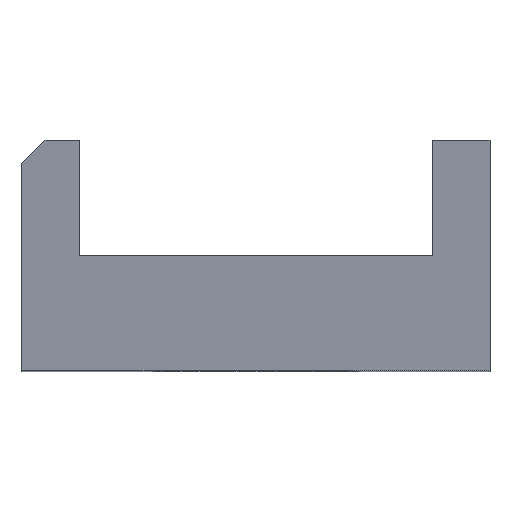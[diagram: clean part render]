
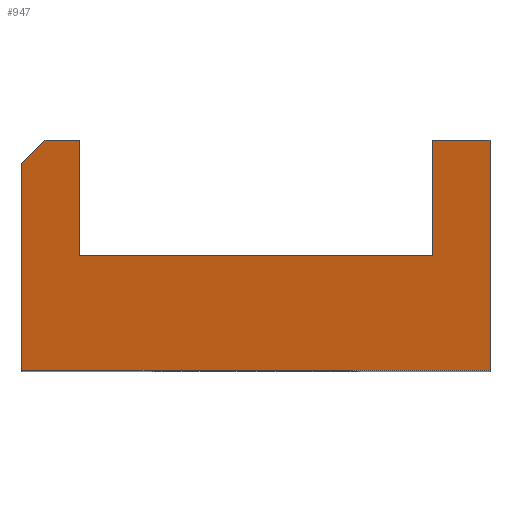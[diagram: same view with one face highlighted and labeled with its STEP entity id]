
A CAD part, top view. The second image highlights one B-rep face of the part: STEP entity #947.
In plain terms, the highlighted planar face has unit normal (0, -0.174, 0.985).
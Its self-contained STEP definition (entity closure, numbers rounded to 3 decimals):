
#25 = EDGE_CURVE ( 'NONE', #577, #1016, #524, .T. ) ;
#75 = DIRECTION ( 'NONE',  ( 0., -0.985, -0.174 ) ) ;
#77 = DIRECTION ( 'NONE',  ( 0., -0.174, 0.985 ) ) ;
#80 = CARTESIAN_POINT ( 'NONE',  ( -15.35, -36.37, 81.661 ) ) ;
#84 = FACE_OUTER_BOUND ( 'NONE', #1103, .T. ) ;
#102 = PLANE ( 'NONE',  #869 ) ;
#128 = VECTOR ( 'NONE', #876, 1000. ) ;
#129 = LINE ( 'NONE', #813, #128 ) ;
#145 = VECTOR ( 'NONE', #989, 1000. ) ;
#151 = LINE ( 'NONE', #1006, #145 ) ;
#163 = VECTOR ( 'NONE', #1091, 1000. ) ;
#168 = LINE ( 'NONE', #333, #163 ) ;
#197 = DIRECTION ( 'NONE',  ( 0., 0.985, 0.174 ) ) ;
#198 = VERTEX_POINT ( 'NONE', #805 ) ;
#220 = CARTESIAN_POINT ( 'NONE',  ( -15.35, -35.35, 81.84 ) ) ;
#239 = EDGE_CURVE ( 'NONE', #545, #617, #497, .T. ) ;
#279 = DIRECTION ( 'NONE',  ( 1., 0., 0. ) ) ;
#294 = DIRECTION ( 'NONE',  ( -1., 0., 0. ) ) ;
#333 = CARTESIAN_POINT ( 'NONE',  ( -20.35, -36.37, 81.661 ) ) ;
#347 = EDGE_CURVE ( 'NONE', #920, #602, #442, .T. ) ;
#386 = EDGE_CURVE ( 'NONE', #1016, #1215, #406, .T. ) ;
#393 = VECTOR ( 'NONE', #796, 1000. ) ;
#406 = LINE ( 'NONE', #833, #393 ) ;
#433 = VECTOR ( 'NONE', #1068, 1000. ) ;
#442 = LINE ( 'NONE', #1056, #433 ) ;
#485 = VECTOR ( 'NONE', #279, 1000. ) ;
#486 = CARTESIAN_POINT ( 'NONE',  ( -20.35, -27.35, 83.251 ) ) ;
#493 = CARTESIAN_POINT ( 'NONE',  ( 20.35, -45.35, 80.077 ) ) ;
#497 = LINE ( 'NONE', #654, #485 ) ;
#520 = VECTOR ( 'NONE', #197, 1000. ) ;
#524 = LINE ( 'NONE', #549, #520 ) ;
#532 = CARTESIAN_POINT ( 'NONE',  ( 15.35, -25.35, 83.604 ) ) ;
#542 = CARTESIAN_POINT ( 'NONE',  ( -15.35, -35.35, 81.84 ) ) ;
#545 = VERTEX_POINT ( 'NONE', #595 ) ;
#549 = CARTESIAN_POINT ( 'NONE',  ( -15.35, -35.35, 81.84 ) ) ;
#577 = VERTEX_POINT ( 'NONE', #542 ) ;
#595 = CARTESIAN_POINT ( 'NONE',  ( -20.35, -45.35, 80.077 ) ) ;
#602 = VERTEX_POINT ( 'NONE', #532 ) ;
#617 = VERTEX_POINT ( 'NONE', #493 ) ;
#649 = VERTEX_POINT ( 'NONE', #486 ) ;
#654 = CARTESIAN_POINT ( 'NONE',  ( -15.35, -45.35, 80.077 ) ) ;
#666 = LINE ( 'NONE', #1204, #670 ) ;
#670 = VECTOR ( 'NONE', #1202, 1000. ) ;
#686 = VECTOR ( 'NONE', #294, 1000. ) ;
#752 = LINE ( 'NONE', #220, #686 ) ;
#796 = DIRECTION ( 'NONE',  ( -1., 0., 0. ) ) ;
#805 = CARTESIAN_POINT ( 'NONE',  ( 15.35, -35.35, 81.84 ) ) ;
#813 = CARTESIAN_POINT ( 'NONE',  ( 15.35, -36.37, 81.661 ) ) ;
#833 = CARTESIAN_POINT ( 'NONE',  ( -15.35, -25.35, 83.604 ) ) ;
#865 = ORIENTED_EDGE ( 'NONE', *, *, #1040, .T. ) ;
#867 = ORIENTED_EDGE ( 'NONE', *, *, #25, .T. ) ;
#869 = AXIS2_PLACEMENT_3D ( 'NONE', #80, #77, #75 ) ;
#870 = ORIENTED_EDGE ( 'NONE', *, *, #386, .T. ) ;
#871 = ORIENTED_EDGE ( 'NONE', *, *, #1052, .T. ) ;
#874 = ORIENTED_EDGE ( 'NONE', *, *, #1129, .T. ) ;
#876 = DIRECTION ( 'NONE',  ( 0., -0.985, -0.174 ) ) ;
#880 = CARTESIAN_POINT ( 'NONE',  ( -18.35, -25.35, 83.604 ) ) ;
#882 = ORIENTED_EDGE ( 'NONE', *, *, #239, .T. ) ;
#884 = ORIENTED_EDGE ( 'NONE', *, *, #1167, .T. ) ;
#887 = ORIENTED_EDGE ( 'NONE', *, *, #347, .T. ) ;
#890 = ORIENTED_EDGE ( 'NONE', *, *, #1208, .T. ) ;
#920 = VERTEX_POINT ( 'NONE', #1108 ) ;
#947 = ADVANCED_FACE ( 'NONE', ( #84 ), #102, .T. ) ;
#989 = DIRECTION ( 'NONE',  ( 0., 0.985, 0.174 ) ) ;
#1006 = CARTESIAN_POINT ( 'NONE',  ( 20.35, -36.37, 81.661 ) ) ;
#1016 = VERTEX_POINT ( 'NONE', #1205 ) ;
#1040 = EDGE_CURVE ( 'NONE', #198, #577, #752, .T. ) ;
#1052 = EDGE_CURVE ( 'NONE', #1215, #649, #666, .T. ) ;
#1056 = CARTESIAN_POINT ( 'NONE',  ( -15.35, -25.35, 83.604 ) ) ;
#1068 = DIRECTION ( 'NONE',  ( -1., 0., 0. ) ) ;
#1091 = DIRECTION ( 'NONE',  ( 0., -0.985, -0.174 ) ) ;
#1103 = EDGE_LOOP ( 'NONE', ( #865, #867, #870, #871, #874, #882, #884, #887, #890 ) ) ;
#1108 = CARTESIAN_POINT ( 'NONE',  ( 20.35, -25.35, 83.604 ) ) ;
#1129 = EDGE_CURVE ( 'NONE', #649, #545, #168, .T. ) ;
#1167 = EDGE_CURVE ( 'NONE', #617, #920, #151, .T. ) ;
#1202 = DIRECTION ( 'NONE',  ( -0.702, -0.702, -0.124 ) ) ;
#1204 = CARTESIAN_POINT ( 'NONE',  ( -18.35, -25.35, 83.604 ) ) ;
#1205 = CARTESIAN_POINT ( 'NONE',  ( -15.35, -25.35, 83.604 ) ) ;
#1208 = EDGE_CURVE ( 'NONE', #602, #198, #129, .T. ) ;
#1215 = VERTEX_POINT ( 'NONE', #880 ) ;
